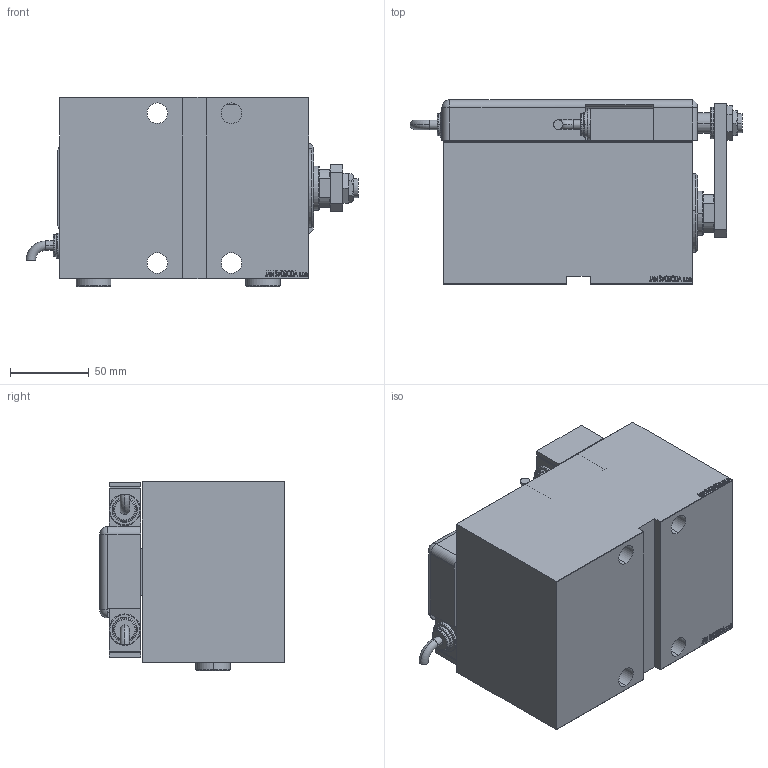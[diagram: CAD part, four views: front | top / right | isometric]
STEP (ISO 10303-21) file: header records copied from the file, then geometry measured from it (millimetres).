
FILE_DESCRIPTION (( 'STEP AP203' ), '1' );
FILE_NAME ('f363.STEP', '2024-02-12T13:29:07', ( '' ), ( '' ), 'SwSTEP 2.0', 'SolidWorks 2019', '' );
FILE_SCHEMA (( 'CONFIG_CONTROL_DESIGN' ));
Length unit declared in the file: millimetre
Products named in the file (14): NUT_D19 75e2df16081b34573b2567c789484b58; V450CM_VC_G 75e2df16081b34573b2567c789484b58; V450CM_G_Body 75e2df16081b34573b2567c789484b58; SWITCH_Q_FRONT_BACK 75e2df16081b34573b2567c789484b58; V450CM_G_VCP 75e2df16081b34573b2567c789484b58; KRYT 75e2df16081b34573b2567c789484b58; MAGNETIC SWITCH Q 75e2df16081b34573b2567c789484b58; f363; SWITCH DIM A_G 75e2df16081b34573b2567c789484b58; Zatka_OIL_PORT 75e2df16081b34573b2567c789484b58; TYC 75e2df16081b34573b2567c789484b58; NUT_D13 75e2df16081b34573b2567c789484b58; SWITCH Q 75e2df16081b34573b2567c789484b58; ZARAZKA_Q 75e2df16081b34573b2567c789484b58
Assembly tree (15 placements, depth 3):
  f363
    V450CM_G_Body 75e2df16081b34573b2567c789484b58
    V450CM_G_VCP 75e2df16081b34573b2567c789484b58
    V450CM_VC_G 75e2df16081b34573b2567c789484b58
    MAGNETIC SWITCH Q 75e2df16081b34573b2567c789484b58
      SWITCH_Q_FRONT_BACK 75e2df16081b34573b2567c789484b58
      TYC 75e2df16081b34573b2567c789484b58
      ZARAZKA_Q 75e2df16081b34573b2567c789484b58
      SWITCH DIM A_G 75e2df16081b34573b2567c789484b58
      NUT_D19 75e2df16081b34573b2567c789484b58
      NUT_D13 75e2df16081b34573b2567c789484b58
      KRYT 75e2df16081b34573b2567c789484b58
      SWITCH Q 75e2df16081b34573b2567c789484b58  x2
    Zatka_OIL_PORT 75e2df16081b34573b2567c789484b58  x2
Bounding box: 210.46 x 116.8 x 119.9 mm (x, y, z)
Volume: 1514668 mm3; surface area: 241224.8 mm2
Topology: 15 solids, 15 shells, 1280 faces, 3234 edges, 2131 vertices
Faces by surface type: plane 648, bspline 471, cylinder 111, cone 26, torus 22, sphere 2
Entity records: 59548 total; most frequent: CARTESIAN_POINT 31510, ORIENTED_EDGE 6192, DIRECTION 3934, EDGE_CURVE 3096, VERTEX_POINT 2047, LINE 1868, VECTOR 1868, EDGE_LOOP 1391
